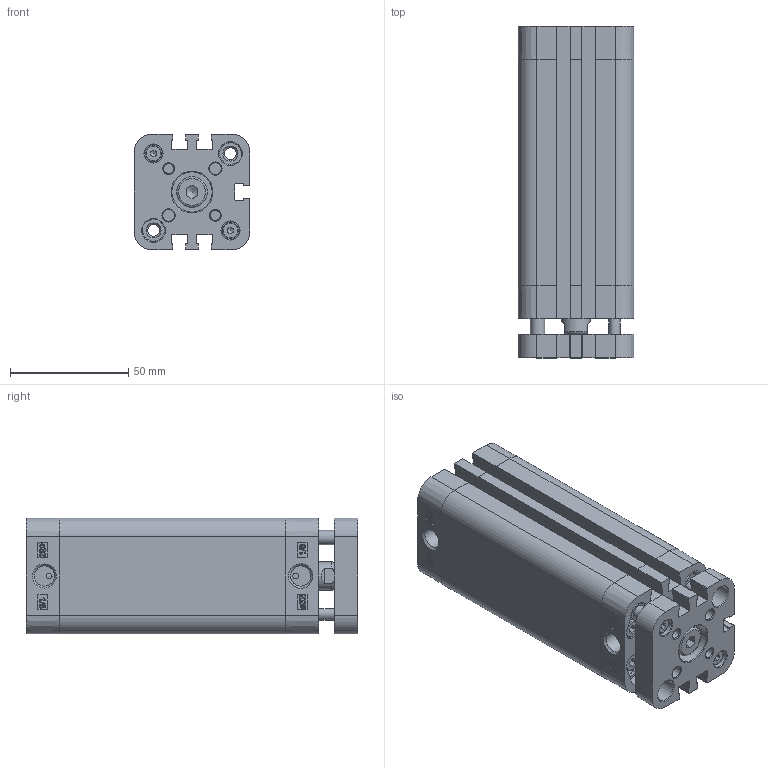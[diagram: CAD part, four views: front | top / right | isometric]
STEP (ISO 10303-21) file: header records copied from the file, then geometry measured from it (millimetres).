
FILE_DESCRIPTION((''),'2;1');
FILE_NAME('PDMA032.080.GS.F.stp','2013-05-08T16:23:13',('Administrator'),(''),'Autodesk Inventor 2012','Autodesk Inventor 2012','');
FILE_SCHEMA(('CONFIG_CONTROL_DESIGN'));
Length unit declared in the file: millimetre
Products named in the file (1): PDMA032.080.GS.F
Bounding box: 49 x 140.2 x 49 mm (x, y, z)
Volume: 165359.3 mm3; surface area: 83371.7 mm2
Topology: 1 solids, 7 shells, 816 faces, 2021 edges, 1297 vertices
Faces by surface type: plane 365, cylinder 181, bspline 164, cone 56, torus 50
Full cylindrical faces by diameter (mm): 2.5 x2, 4 x2, 4.134 x2, 4.2 x2, 4.917 x8, 5 x2, 5.2 x4, 6 x2, 6.317 x5, 6.647 x1, 7 x2, 7.5 x10, 8 x4, 8.566 x2, 9 x1, 9.5 x2, 9.6 x1, 12 x1, 12.5 x1, 13 x1, 17 x1, 32 x1, 34.3 x1, 34.5 x1
Entity records: 26153 total; most frequent: CARTESIAN_POINT 7540, ORIENTED_EDGE 3724, DIRECTION 3234, EDGE_CURVE 1862, VERTEX_POINT 1267, AXIS2_PLACEMENT_3D 1097, EDGE_LOOP 1049, VECTOR 1040
